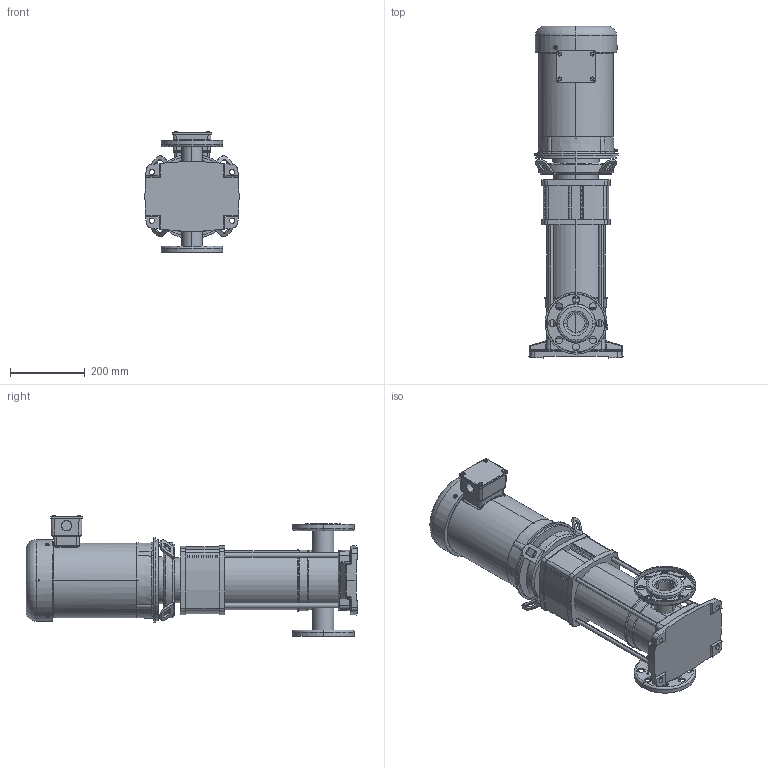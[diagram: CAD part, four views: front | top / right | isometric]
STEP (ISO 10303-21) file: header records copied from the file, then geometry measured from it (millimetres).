
FILE_DESCRIPTION (( 'STEP AP203' ), '1' );
FILE_NAME ('HELIX V50-04_575V.step', '2017-10-26T18:11:22', ( '' ), ( '' ), 'SwSTEP 2.0', 'SolidWorks 2017', '' );
FILE_SCHEMA (( 'CONFIG_CONTROL_DESIGN' ));
Length unit declared in the file: inch
Products named in the file (5): ANSI Flange 2 IN; HELIX V50-04; HELIX V50-04_575V; Helix Base 50-80; BALDOR NEMA V2 5HP_12
Assembly tree (5 placements, depth 2):
  HELIX V50-04_575V
    HELIX V50-04
    BALDOR NEMA V2 5HP_12
    ANSI Flange 2 IN  x2
    Helix Base 50-80
Bounding box: 251.48 x 887.1 x 325.21 mm (x, y, z)
Volume: 10697565.9 mm3; surface area: 1224555.9 mm2
Topology: 4 solids, 7 shells, 2269 faces, 5919 edges, 3859 vertices
Faces by surface type: plane 1068, cylinder 842, cone 111, sphere 99, torus 79, bspline 70
Entity records: 74605 total; most frequent: CARTESIAN_POINT 18103, DIRECTION 12019, ORIENTED_EDGE 11576, EDGE_CURVE 5795, AXIS2_PLACEMENT_3D 4447, VERTEX_POINT 3785, VECTOR 3125, LINE 3125
